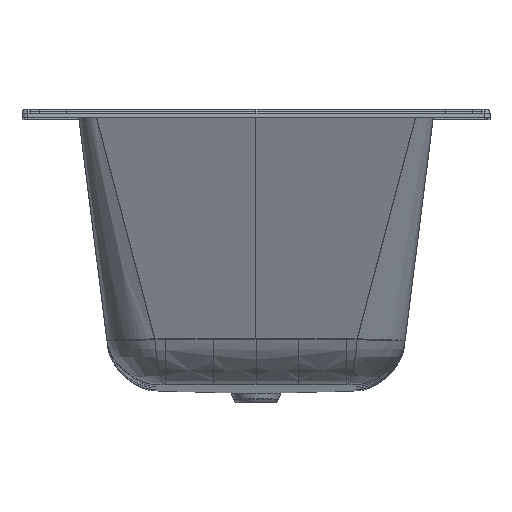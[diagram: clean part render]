
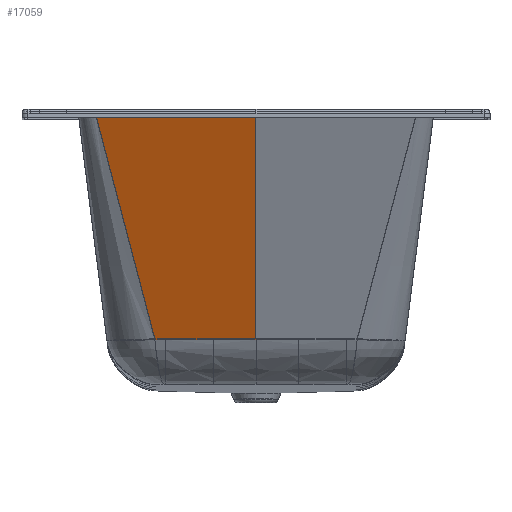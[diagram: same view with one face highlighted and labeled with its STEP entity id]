
A CAD part, top view. The second image highlights one B-rep face of the part: STEP entity #17059.
In plain terms, the highlighted free-form (B-spline) face has degree [3, 3] with [4, 5] control points.
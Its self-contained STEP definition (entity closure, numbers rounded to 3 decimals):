
#3222=CARTESIAN_POINT('',(-273.476,-12.345,
801.247));
#3256=DIRECTION('',(-1.,0.,0.));
#3257=VECTOR('',#3256,18.712);
#3258=CARTESIAN_POINT('',(-154.23,-394.374,
640.393));
#3259=LINE('',#3258,#3257);
#3269=DIRECTION('',(-0.236,0.896,0.377));
#3270=VECTOR('',#3269,426.529);
#3271=CARTESIAN_POINT('',(-172.942,-394.374,
640.393));
#3272=LINE('',#3271,#3270);
#3273=DIRECTION('',(1.,0.,0.));
#3274=VECTOR('',#3273,273.475);
#3275=CARTESIAN_POINT('',(-273.476,-12.345,
801.247));
#3276=LINE('',#3275,#3274);
#3277=DIRECTION('',(0.,0.922,0.388));
#3278=VECTOR('',#3277,414.512);
#3279=CARTESIAN_POINT('',(0.,-394.374,640.393));
#3280=LINE('',#3279,#3278);
#4145=DIRECTION('',(-1.,0.,0.));
#4146=VECTOR('',#4145,80.937);
#4147=CARTESIAN_POINT('',(-73.293,-394.374,
640.393));
#4148=LINE('',#4147,#4146);
#4161=DIRECTION('',(-1.,0.,0.));
#4162=VECTOR('',#4161,73.293);
#4163=CARTESIAN_POINT('',(0.,-394.374,640.393));
#4164=LINE('',#4163,#4162);
#4165=CARTESIAN_POINT('',(0.,-394.374,640.393));
#4631=VERTEX_POINT('',#3222);
#4648=CARTESIAN_POINT('',(-73.293,-394.374,
640.393));
#4649=CARTESIAN_POINT('',(-154.23,-394.374,
640.393));
#4650=VERTEX_POINT('',#4648);
#4651=VERTEX_POINT('',#4649);
#4652=CARTESIAN_POINT('',(-172.942,-394.374,
640.393));
#4653=VERTEX_POINT('',#4652);
#4708=VERTEX_POINT('',#4165);
#4714=CARTESIAN_POINT('',(-0.001,-12.345,
801.247));
#4715=VERTEX_POINT('',#4714);
#17026=CARTESIAN_POINT('',(4.522,-8.525,
802.856));
#17027=CARTESIAN_POINT('',(-83.989,-8.525,
802.856));
#17028=CARTESIAN_POINT('',(-225.093,-8.525,
802.856));
#17029=CARTESIAN_POINT('',(-260.149,-8.525,
802.856));
#17030=CARTESIAN_POINT('',(-275.683,-8.525,
802.856));
#17031=CARTESIAN_POINT('',(3.496,-138.415,
748.165));
#17032=CARTESIAN_POINT('',(-64.886,-138.415,
748.165));
#17033=CARTESIAN_POINT('',(-179.36,-138.415,
748.165));
#17034=CARTESIAN_POINT('',(-219.022,-138.415,
748.165));
#17035=CARTESIAN_POINT('',(-242.07,-138.415,
748.165));
#17036=CARTESIAN_POINT('',(2.47,-268.305,
693.475));
#17037=CARTESIAN_POINT('',(-45.784,-268.305,
693.475));
#17038=CARTESIAN_POINT('',(-133.626,-268.305,
693.475));
#17039=CARTESIAN_POINT('',(-177.896,-268.305,
693.475));
#17040=CARTESIAN_POINT('',(-208.458,-268.305,
693.475));
#17041=CARTESIAN_POINT('',(1.444,-398.195,
638.784));
#17042=CARTESIAN_POINT('',(-26.682,-398.195,
638.784));
#17043=CARTESIAN_POINT('',(-87.893,-398.195,
638.784));
#17044=CARTESIAN_POINT('',(-136.77,-398.195,
638.784));
#17045=CARTESIAN_POINT('',(-174.845,-398.195,
638.784));
#17046=B_SPLINE_SURFACE_WITH_KNOTS('',3,3,((#17026,#17027,#17028,#17029,#17030),
(#17031,#17032,#17033,#17034,#17035),(#17036,#17037,#17038,#17039,#17040),(
#17041,#17042,#17043,#17044,#17045)),.UNSPECIFIED.,.F.,.F.,.F.,(4,4),(4,1,4),(
0.004,0.825),(-0.002,0.11,
0.223),.UNSPECIFIED.);
#17048=ORIENTED_EDGE('',*,*,#17047,.F.);
#17050=ORIENTED_EDGE('',*,*,#17049,.T.);
#17052=ORIENTED_EDGE('',*,*,#17051,.T.);
#17053=ORIENTED_EDGE('',*,*,#17016,.T.);
#17054=ORIENTED_EDGE('',*,*,#16774,.T.);
#17056=ORIENTED_EDGE('',*,*,#17055,.T.);
#17057=EDGE_LOOP('',(#17048,#17050,#17052,#17053,#17054,#17056));
#17058=FACE_OUTER_BOUND('',#17057,.F.);
#17059=ADVANCED_FACE('',(#17058),#17046,.F.);
#16774=EDGE_CURVE('',#4653,#4631,#3272,.T.);
#17016=EDGE_CURVE('',#4651,#4653,#3259,.T.);
#17047=EDGE_CURVE('',#4708,#4715,#3280,.T.);
#17049=EDGE_CURVE('',#4708,#4650,#4164,.T.);
#17051=EDGE_CURVE('',#4650,#4651,#4148,.T.);
#17055=EDGE_CURVE('',#4631,#4715,#3276,.T.);
